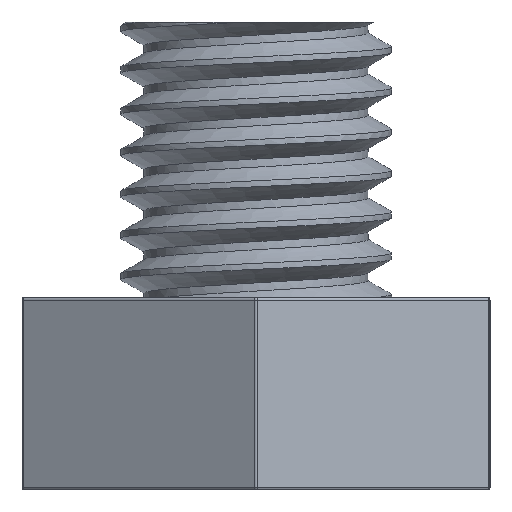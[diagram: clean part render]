
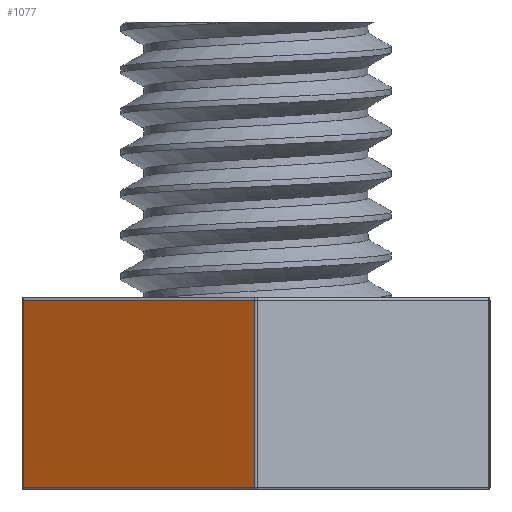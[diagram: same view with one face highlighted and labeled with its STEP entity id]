
A CAD part, left-side view. The second image highlights one B-rep face of the part: STEP entity #1077.
In plain terms, the highlighted planar face has unit normal (-0.866, 0.5, 0).
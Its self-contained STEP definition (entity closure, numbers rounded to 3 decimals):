
#24=PLANE('',#1200);
#89=FACE_OUTER_BOUND('',#159,.T.);
#159=EDGE_LOOP('',(#837,#838,#839,#840));
#330=LINE('',#2736,#388);
#332=LINE('',#2746,#390);
#334=LINE('',#2752,#392);
#335=LINE('',#2753,#393);
#388=VECTOR('',#1428,10.);
#390=VECTOR('',#1440,10.);
#392=VECTOR('',#1446,10.);
#393=VECTOR('',#1447,10.);
#485=VERTEX_POINT('',#2728);
#488=VERTEX_POINT('',#2735);
#491=VERTEX_POINT('',#2745);
#493=VERTEX_POINT('',#2751);
#619=EDGE_CURVE('',#485,#488,#330,.T.);
#624=EDGE_CURVE('',#488,#491,#332,.T.);
#627=EDGE_CURVE('',#493,#485,#334,.T.);
#628=EDGE_CURVE('',#491,#493,#335,.T.);
#837=ORIENTED_EDGE('',*,*,#619,.F.);
#838=ORIENTED_EDGE('',*,*,#627,.F.);
#839=ORIENTED_EDGE('',*,*,#628,.F.);
#840=ORIENTED_EDGE('',*,*,#624,.F.);
#1077=ADVANCED_FACE('',(#89),#24,.T.);
#1200=AXIS2_PLACEMENT_3D('',#2750,#1444,#1445);
#1428=DIRECTION('',(0.,0.,1.));
#1440=DIRECTION('',(-0.5,-0.866,0.));
#1444=DIRECTION('center_axis',(-0.866,0.5,0.));
#1445=DIRECTION('ref_axis',(-0.5,-0.866,0.));
#1446=DIRECTION('',(0.5,0.866,0.));
#1447=DIRECTION('',(0.,0.,-1.));
#2728=CARTESIAN_POINT('',(96.064,8.45,-1.9));
#2735=CARTESIAN_POINT('',(96.064,8.45,4.9));
#2736=CARTESIAN_POINT('',(96.064,8.45,0.));
#2745=CARTESIAN_POINT('',(91.214,0.05,4.9));
#2746=CARTESIAN_POINT('',(94.866,6.375,4.9));
#2750=CARTESIAN_POINT('Origin',(96.093,8.5,0.));
#2751=CARTESIAN_POINT('',(91.214,0.05,-1.9));
#2752=CARTESIAN_POINT('',(94.866,6.375,-1.9));
#2753=CARTESIAN_POINT('',(91.214,0.05,0.));
